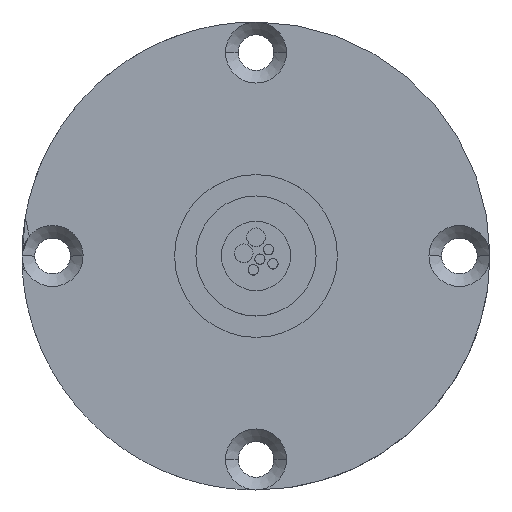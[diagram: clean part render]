
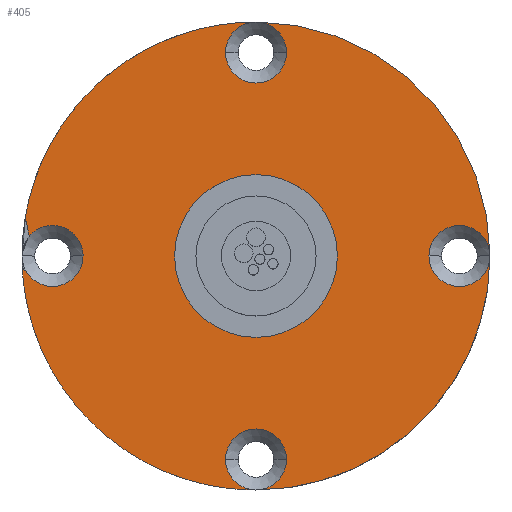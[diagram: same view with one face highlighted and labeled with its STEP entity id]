
A CAD part, top view. The second image highlights one B-rep face of the part: STEP entity #405.
In plain terms, the highlighted planar face has unit normal (0, 0, 1).
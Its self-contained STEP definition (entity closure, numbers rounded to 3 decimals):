
#15 = DIRECTION ( 'NONE',  ( 1., 0., 0. ) ) ;
#20 = DIRECTION ( 'NONE',  ( 0., 0., 1. ) ) ;
#25 = ORIENTED_EDGE ( 'NONE', *, *, #704, .F. ) ;
#31 = AXIS2_PLACEMENT_3D ( 'NONE', #2028, #1096, #15 ) ;
#42 = CIRCLE ( 'NONE', #1798, 23. ) ;
#72 = DIRECTION ( 'NONE',  ( 0., 0., -1. ) ) ;
#79 = DIRECTION ( 'NONE',  ( 0., 0., 1. ) ) ;
#97 = CIRCLE ( 'NONE', #952, 3. ) ;
#100 = EDGE_CURVE ( 'NONE', #508, #1290, #301, .T. ) ;
#108 = ORIENTED_EDGE ( 'NONE', *, *, #132, .F. ) ;
#132 = EDGE_CURVE ( 'NONE', #703, #1247, #1541, .T. ) ;
#157 = DIRECTION ( 'NONE',  ( 0., 0., 1. ) ) ;
#177 = ORIENTED_EDGE ( 'NONE', *, *, #1488, .T. ) ;
#196 = AXIS2_PLACEMENT_3D ( 'NONE', #1766, #848, #1942 ) ;
#197 = DIRECTION ( 'NONE',  ( 1., 0., 0. ) ) ;
#201 = DIRECTION ( 'NONE',  ( 0., 0., 1. ) ) ;
#251 = AXIS2_PLACEMENT_3D ( 'NONE', #1847, #921, #2007 ) ;
#286 = CIRCLE ( 'NONE', #1570, 3. ) ;
#301 = CIRCLE ( 'NONE', #196, 3. ) ;
#305 = VERTEX_POINT ( 'NONE', #955 ) ;
#315 = EDGE_CURVE ( 'NONE', #1407, #1436, #286, .T. ) ;
#332 = EDGE_CURVE ( 'NONE', #1436, #1290, #42, .T. ) ;
#378 = EDGE_CURVE ( 'NONE', #1247, #706, #667, .T. ) ;
#381 = CARTESIAN_POINT ( 'NONE',  ( 3., 20., -0.5 ) ) ;
#391 = CARTESIAN_POINT ( 'NONE',  ( 0., 0., -0.5 ) ) ;
#397 = AXIS2_PLACEMENT_3D ( 'NONE', #1691, #777, #1874 ) ;
#405 = ADVANCED_FACE ( 'NONE', ( #1300, #1171 ), #1550, .F. ) ;
#436 = CIRCLE ( 'NONE', #1845, 23. ) ;
#508 = VERTEX_POINT ( 'NONE', #665 ) ;
#531 = ORIENTED_EDGE ( 'NONE', *, *, #332, .T. ) ;
#533 = CARTESIAN_POINT ( 'NONE',  ( -8., 0., -0.5 ) ) ;
#566 = CARTESIAN_POINT ( 'NONE',  ( -23., 0., -0.5 ) ) ;
#573 = DIRECTION ( 'NONE',  ( 1., 0., 0. ) ) ;
#600 = EDGE_CURVE ( 'NONE', #706, #703, #904, .T. ) ;
#665 = CARTESIAN_POINT ( 'NONE',  ( -3., -20., -0.5 ) ) ;
#667 = CIRCLE ( 'NONE', #1776, 3. ) ;
#679 = VERTEX_POINT ( 'NONE', #1051 ) ;
#703 = VERTEX_POINT ( 'NONE', #381 ) ;
#704 = EDGE_CURVE ( 'NONE', #1436, #1407, #2148, .T. ) ;
#706 = VERTEX_POINT ( 'NONE', #1213 ) ;
#777 = DIRECTION ( 'NONE',  ( 0., 0., 1. ) ) ;
#814 = CARTESIAN_POINT ( 'NONE',  ( 0., 5.9, -0.5 ) ) ;
#824 = ORIENTED_EDGE ( 'NONE', *, *, #1865, .F. ) ;
#848 = DIRECTION ( 'NONE',  ( 0., 0., 1. ) ) ;
#852 = CARTESIAN_POINT ( 'NONE',  ( 0., 20., -0.5 ) ) ;
#887 = AXIS2_PLACEMENT_3D ( 'NONE', #958, #2040, #1112 ) ;
#899 = DIRECTION ( 'NONE',  ( 1., 0., 0. ) ) ;
#904 = CIRCLE ( 'NONE', #1910, 3. ) ;
#906 = CARTESIAN_POINT ( 'NONE',  ( 23., 0., -0.5 ) ) ;
#921 = DIRECTION ( 'NONE',  ( 0., 0., 1. ) ) ;
#929 = AXIS2_PLACEMENT_3D ( 'NONE', #1055, #2146, #1202 ) ;
#952 = AXIS2_PLACEMENT_3D ( 'NONE', #1098, #20, #1246 ) ;
#955 = CARTESIAN_POINT ( 'NONE',  ( 3., -20., -0.5 ) ) ;
#958 = CARTESIAN_POINT ( 'NONE',  ( 20., 0., -0.5 ) ) ;
#963 = EDGE_CURVE ( 'NONE', #1290, #1394, #436, .T. ) ;
#1047 = DIRECTION ( 'NONE',  ( 0., 0., 1. ) ) ;
#1051 = CARTESIAN_POINT ( 'NONE',  ( 8., 0., -0.5 ) ) ;
#1055 = CARTESIAN_POINT ( 'NONE',  ( 0., -20., -0.5 ) ) ;
#1096 = DIRECTION ( 'NONE',  ( 0., 0., 1. ) ) ;
#1098 = CARTESIAN_POINT ( 'NONE',  ( 20., 0., -0.5 ) ) ;
#1112 = DIRECTION ( 'NONE',  ( 1., 0., 0. ) ) ;
#1144 = CARTESIAN_POINT ( 'NONE',  ( 0., 0., -0.5 ) ) ;
#1171 = FACE_OUTER_BOUND ( 'NONE', #1601, .T. ) ;
#1186 = CARTESIAN_POINT ( 'NONE',  ( 0., 20., -0.5 ) ) ;
#1201 = DIRECTION ( 'NONE',  ( 0., 0., 1. ) ) ;
#1202 = DIRECTION ( 'NONE',  ( 1., 0., 0. ) ) ;
#1208 = CARTESIAN_POINT ( 'NONE',  ( -17., 0., -0.5 ) ) ;
#1213 = CARTESIAN_POINT ( 'NONE',  ( -3., 20., -0.5 ) ) ;
#1223 = CARTESIAN_POINT ( 'NONE',  ( 0., 0., -0.5 ) ) ;
#1225 = AXIS2_PLACEMENT_3D ( 'NONE', #1223, #201, #1359 ) ;
#1246 = DIRECTION ( 'NONE',  ( 1., 0., 0. ) ) ;
#1247 = VERTEX_POINT ( 'NONE', #1616 ) ;
#1270 = DIRECTION ( 'NONE',  ( -1., 0., 0. ) ) ;
#1276 = DIRECTION ( 'NONE',  ( 1., 0., 0. ) ) ;
#1290 = VERTEX_POINT ( 'NONE', #1322 ) ;
#1300 = FACE_BOUND ( 'NONE', #1966, .T. ) ;
#1322 = CARTESIAN_POINT ( 'NONE',  ( 0., -23., -0.5 ) ) ;
#1325 = DIRECTION ( 'NONE',  ( 1., 0., 0. ) ) ;
#1342 = CARTESIAN_POINT ( 'NONE',  ( 0., 0., -0.5 ) ) ;
#1359 = DIRECTION ( 'NONE',  ( 1., 0., 0. ) ) ;
#1363 = CARTESIAN_POINT ( 'NONE',  ( -20., 0., -0.5 ) ) ;
#1388 = CIRCLE ( 'NONE', #397, 8. ) ;
#1394 = VERTEX_POINT ( 'NONE', #906 ) ;
#1407 = VERTEX_POINT ( 'NONE', #1208 ) ;
#1436 = VERTEX_POINT ( 'NONE', #566 ) ;
#1472 = EDGE_CURVE ( 'NONE', #679, #1862, #1663, .T. ) ;
#1488 = EDGE_CURVE ( 'NONE', #1247, #1436, #1602, .T. ) ;
#1498 = DIRECTION ( 'NONE',  ( 0., 0., 1. ) ) ;
#1516 = ORIENTED_EDGE ( 'NONE', *, *, #2039, .F. ) ;
#1540 = AXIS2_PLACEMENT_3D ( 'NONE', #814, #72, #1270 ) ;
#1541 = CIRCLE ( 'NONE', #1934, 3. ) ;
#1550 = PLANE ( 'NONE',  #1540 ) ;
#1567 = EDGE_CURVE ( 'NONE', #1394, #1247, #1657, .T. ) ;
#1570 = AXIS2_PLACEMENT_3D ( 'NONE', #1363, #1860, #2172 ) ;
#1575 = ORIENTED_EDGE ( 'NONE', *, *, #100, .F. ) ;
#1578 = ORIENTED_EDGE ( 'NONE', *, *, #1472, .F. ) ;
#1580 = DIRECTION ( 'NONE',  ( 0., 0., 1. ) ) ;
#1601 = EDGE_LOOP ( 'NONE', ( #2011, #1667, #1736, #1631, #108, #2072, #1889, #177, #2107, #25, #531, #1575, #824, #2109 ) ) ;
#1602 = CIRCLE ( 'NONE', #1225, 23. ) ;
#1616 = CARTESIAN_POINT ( 'NONE',  ( 0., 23., -0.5 ) ) ;
#1631 = ORIENTED_EDGE ( 'NONE', *, *, #1567, .T. ) ;
#1650 = EDGE_CURVE ( 'NONE', #1394, #1913, #2086, .T. ) ;
#1657 = CIRCLE ( 'NONE', #31, 23. ) ;
#1663 = CIRCLE ( 'NONE', #1781, 8. ) ;
#1667 = ORIENTED_EDGE ( 'NONE', *, *, #2042, .F. ) ;
#1691 = CARTESIAN_POINT ( 'NONE',  ( 0., 0., -0.5 ) ) ;
#1736 = ORIENTED_EDGE ( 'NONE', *, *, #1650, .F. ) ;
#1743 = AXIS2_PLACEMENT_3D ( 'NONE', #1987, #1047, #2135 ) ;
#1766 = CARTESIAN_POINT ( 'NONE',  ( 0., -20., -0.5 ) ) ;
#1776 = AXIS2_PLACEMENT_3D ( 'NONE', #852, #1580, #899 ) ;
#1781 = AXIS2_PLACEMENT_3D ( 'NONE', #391, #1498, #573 ) ;
#1798 = AXIS2_PLACEMENT_3D ( 'NONE', #1342, #1201, #1991 ) ;
#1823 = CARTESIAN_POINT ( 'NONE',  ( 17., 0., -0.5 ) ) ;
#1845 = AXIS2_PLACEMENT_3D ( 'NONE', #1144, #79, #1276 ) ;
#1847 = CARTESIAN_POINT ( 'NONE',  ( -20., 0., -0.5 ) ) ;
#1860 = DIRECTION ( 'NONE',  ( 0., 0., 1. ) ) ;
#1862 = VERTEX_POINT ( 'NONE', #533 ) ;
#1865 = EDGE_CURVE ( 'NONE', #305, #508, #2077, .T. ) ;
#1874 = DIRECTION ( 'NONE',  ( 1., 0., 0. ) ) ;
#1889 = ORIENTED_EDGE ( 'NONE', *, *, #378, .F. ) ;
#1901 = EDGE_CURVE ( 'NONE', #1290, #305, #2029, .T. ) ;
#1910 = AXIS2_PLACEMENT_3D ( 'NONE', #1186, #157, #1325 ) ;
#1913 = VERTEX_POINT ( 'NONE', #1823 ) ;
#1934 = AXIS2_PLACEMENT_3D ( 'NONE', #2157, #2162, #197 ) ;
#1942 = DIRECTION ( 'NONE',  ( 1., 0., 0. ) ) ;
#1966 = EDGE_LOOP ( 'NONE', ( #1578, #1516 ) ) ;
#1987 = CARTESIAN_POINT ( 'NONE',  ( 0., -20., -0.5 ) ) ;
#1991 = DIRECTION ( 'NONE',  ( 1., 0., 0. ) ) ;
#2007 = DIRECTION ( 'NONE',  ( 1., 0., 0. ) ) ;
#2011 = ORIENTED_EDGE ( 'NONE', *, *, #963, .T. ) ;
#2028 = CARTESIAN_POINT ( 'NONE',  ( 0., 0., -0.5 ) ) ;
#2029 = CIRCLE ( 'NONE', #929, 3. ) ;
#2039 = EDGE_CURVE ( 'NONE', #1862, #679, #1388, .T. ) ;
#2040 = DIRECTION ( 'NONE',  ( 0., 0., 1. ) ) ;
#2042 = EDGE_CURVE ( 'NONE', #1913, #1394, #97, .T. ) ;
#2072 = ORIENTED_EDGE ( 'NONE', *, *, #600, .F. ) ;
#2077 = CIRCLE ( 'NONE', #1743, 3. ) ;
#2086 = CIRCLE ( 'NONE', #887, 3. ) ;
#2107 = ORIENTED_EDGE ( 'NONE', *, *, #315, .F. ) ;
#2109 = ORIENTED_EDGE ( 'NONE', *, *, #1901, .F. ) ;
#2135 = DIRECTION ( 'NONE',  ( 1., 0., 0. ) ) ;
#2146 = DIRECTION ( 'NONE',  ( 0., 0., 1. ) ) ;
#2148 = CIRCLE ( 'NONE', #251, 3. ) ;
#2157 = CARTESIAN_POINT ( 'NONE',  ( 0., 20., -0.5 ) ) ;
#2162 = DIRECTION ( 'NONE',  ( 0., 0., 1. ) ) ;
#2172 = DIRECTION ( 'NONE',  ( 1., 0., 0. ) ) ;
